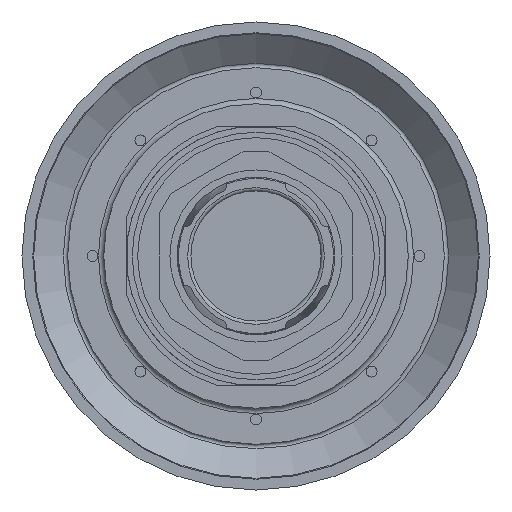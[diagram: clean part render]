
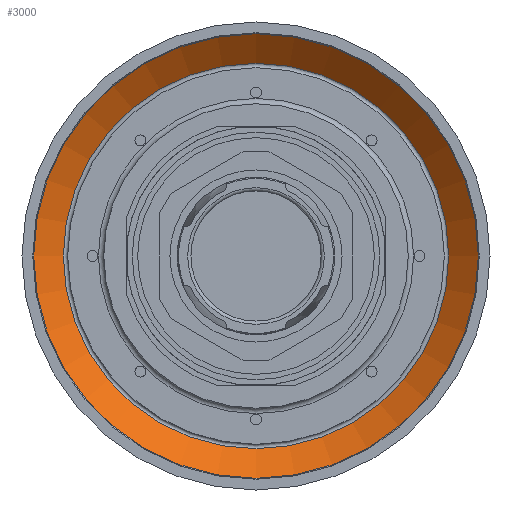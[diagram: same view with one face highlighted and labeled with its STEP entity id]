
A CAD part, front view. The second image highlights one B-rep face of the part: STEP entity #3000.
In plain terms, the highlighted conical face has half-angle 50 degrees and reference radius 19.286 mm.
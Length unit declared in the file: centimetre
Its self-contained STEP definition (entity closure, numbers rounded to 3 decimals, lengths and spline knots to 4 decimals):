
#54=CONICAL_SURFACE('',#3307,1.9286,50.);
#260=FACE_BOUND('',#643,.T.);
#404=FACE_OUTER_BOUND('',#642,.T.);
#642=EDGE_LOOP('',(#2510));
#643=EDGE_LOOP('',(#2511));
#839=CIRCLE('',#3306,2.0661);
#840=CIRCLE('',#3308,1.7911);
#1430=VERTEX_POINT('',#5673);
#1431=VERTEX_POINT('',#5676);
#1810=EDGE_CURVE('',#1430,#1430,#839,.T.);
#1811=EDGE_CURVE('',#1431,#1431,#840,.T.);
#2510=ORIENTED_EDGE('',*,*,#1811,.F.);
#2511=ORIENTED_EDGE('',*,*,#1810,.T.);
#3000=ADVANCED_FACE('',(#404,#260),#54,.F.);
#3306=AXIS2_PLACEMENT_3D('',#5674,#4017,#4018);
#3307=AXIS2_PLACEMENT_3D('',#5675,#4019,#4020);
#3308=AXIS2_PLACEMENT_3D('',#5677,#4021,#4022);
#4017=DIRECTION('center_axis',(0.,-1.,0.));
#4018=DIRECTION('ref_axis',(-1.,0.,0.));
#4019=DIRECTION('center_axis',(0.,-1.,0.));
#4020=DIRECTION('ref_axis',(-1.,0.,0.));
#4021=DIRECTION('center_axis',(0.,-1.,0.));
#4022=DIRECTION('ref_axis',(-1.,0.,0.));
#5673=CARTESIAN_POINT('',(-2.0661,0.6925,0.));
#5674=CARTESIAN_POINT('Origin',(0.,0.6925,
0.));
#5675=CARTESIAN_POINT('Origin',(0.,0.8078,
0.));
#5676=CARTESIAN_POINT('',(-1.7911,0.9232,0.));
#5677=CARTESIAN_POINT('Origin',(0.,0.9232,
0.));
